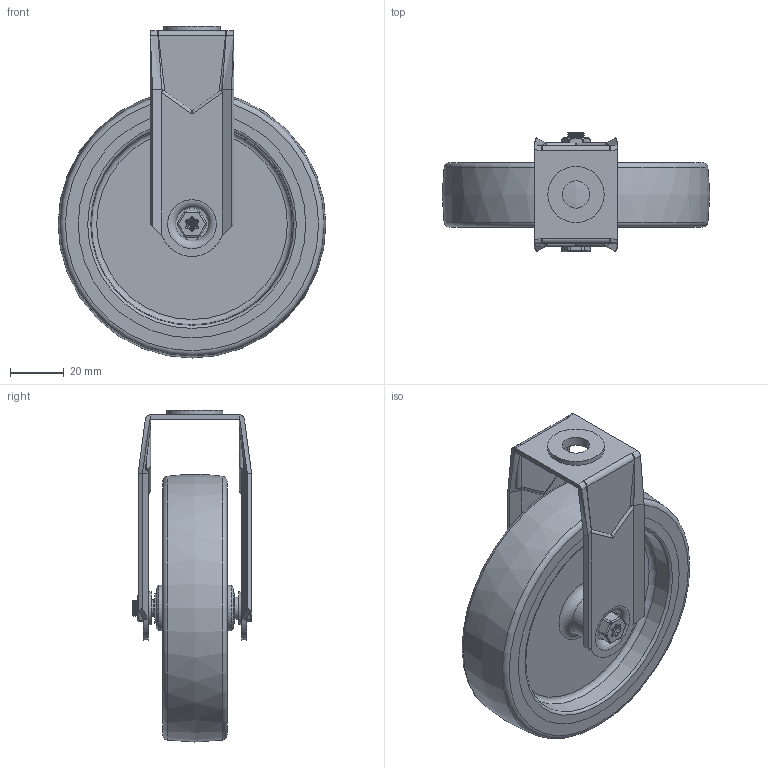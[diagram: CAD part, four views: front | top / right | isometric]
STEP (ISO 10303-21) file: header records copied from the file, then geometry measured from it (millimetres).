
FILE_DESCRIPTION(/* description */ ('','CAx-IF Rec.Pracs.---Representation and Presentation of Product Manufacturing Information (PMI)---4.0---2014-10-13'),/* implementation_level */ '2;1');
FILE_NAME(/* name */ 'BZRAF100GRBH10.step',/* time_stamp */ '2025-02-27T12:44:19Z',/* author */ (''),/* organization */ (''),/* preprocessor_version */ 'ST-DEVELOPER v20',/* originating_system */ 'Autodesk Translation Framework v13.20.0.188',/* authorisation */ '');
FILE_SCHEMA (('AP242_MANAGED_MODEL_BASED_3D_ENGINEERING_MIM_LF { 1 0 10303 442 1 1 4 }'));
Length unit declared in the file: millimetre
Products named in the file (12): BZRAF100GRBH10; BZRAF100ASBH10 v1; ZINC PLATED PRESSED STEEL FORKS; BZA100WGR v1; RUBBER TYRE; POLYPROPYLENE RIM; TUBEM8X30 v1; ZINC PLATED AXLE TUBE; BOLTBZRA6MM v1; ZINC PLATED AXLE BOLT; NM6GR8HALFGR8 v1; ZINC PLATED LOCKING NUT
Assembly tree (11 placements, depth 3):
  BZRAF100GRBH10
    BZRAF100ASBH10 v1
      ZINC PLATED PRESSED STEEL FORKS
    BZA100WGR v1
      RUBBER TYRE
      POLYPROPYLENE RIM
    TUBEM8X30 v1
      ZINC PLATED AXLE TUBE
    BOLTBZRA6MM v1
      ZINC PLATED AXLE BOLT
    NM6GR8HALFGR8 v1
      ZINC PLATED LOCKING NUT
Bounding box: 100 x 44.75 x 124 mm (x, y, z)
Volume: 122468.1 mm3; surface area: 56286.6 mm2
Topology: 6 solids, 6 shells, 276 faces, 683 edges, 425 vertices
Faces by surface type: cylinder 91, plane 75, bspline 65, torus 25, cone 20
Full cylindrical faces by diameter (mm): 5 x9, 6 x2, 6.2 x1, 6.3 x1, 7.95 x1, 8 x1, 8.2 x1, 8.4 x1, 10.2 x1, 17 x2, 21 x1, 85 x2
Entity records: 25789 total; most frequent: CARTESIAN_POINT 19205, ORIENTED_EDGE 1354, DIRECTION 1275, EDGE_CURVE 677, AXIS2_PLACEMENT_3D 522, VERTEX_POINT 425, EDGE_LOOP 302, FACE_OUTER_BOUND 276
